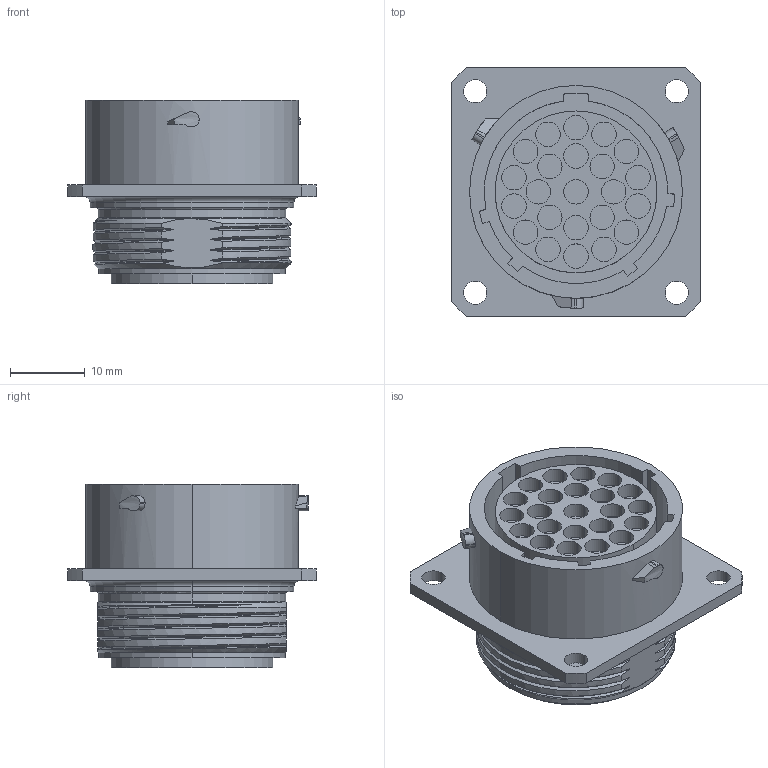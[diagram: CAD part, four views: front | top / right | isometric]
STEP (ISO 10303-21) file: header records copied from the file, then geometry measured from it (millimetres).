
FILE_DESCRIPTION((''),'2;1');
FILE_NAME('UT001823S-CATA_SW_ASM','2010-12-03T',('Gsineau'),(''),'PRO/ENGINEER BY PARAMETRIC TECHNOLOGY CORPORATION, 2010140','PRO/ENGINEER BY PARAMETRIC TECHNOLOGY CORPORATION, 2010140','');
FILE_SCHEMA(('CONFIG_CONTROL_DESIGN'));
Length unit declared in the file: inch
Products named in the file (1): UT001823S-CATA_SW_ASM
Bounding box: 33.3 x 33.3 x 24.56 mm (x, y, z)
Volume: 12900.8 mm3; surface area: 6956.2 mm2
Topology: 1 solids, 1 shells, 280 faces, 657 edges, 434 vertices
Faces by surface type: cylinder 150, plane 89, bspline 30, torus 6, cone 5
Entity records: 10707 total; most frequent: CARTESIAN_POINT 4261, DIRECTION 1314, ORIENTED_EDGE 1314, EDGE_CURVE 657, AXIS2_PLACEMENT_3D 540, VERTEX_POINT 434, EDGE_LOOP 343, CIRCLE 289
